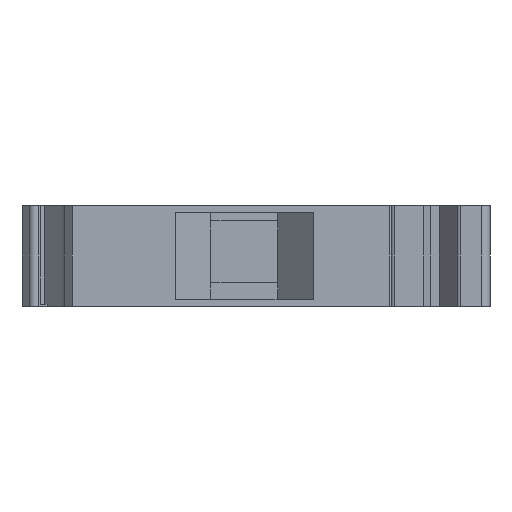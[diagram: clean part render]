
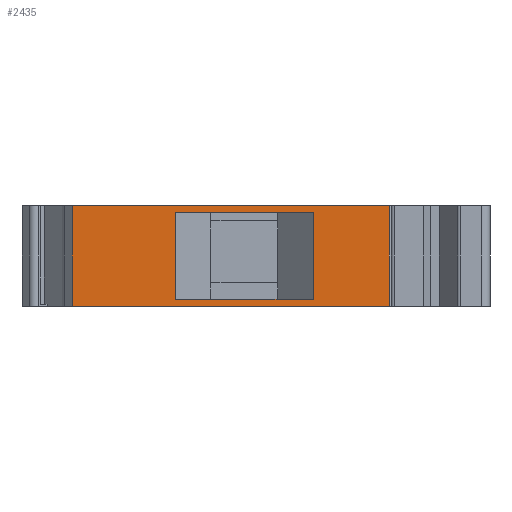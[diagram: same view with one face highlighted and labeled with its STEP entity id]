
A CAD part, left-side view. The second image highlights one B-rep face of the part: STEP entity #2435.
In plain terms, the highlighted planar face has unit normal (-1, 0, 0).
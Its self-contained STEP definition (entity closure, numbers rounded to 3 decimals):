
#303=ORIENTED_EDGE('',*,*,#871,.F.);
#304=ORIENTED_EDGE('',*,*,#868,.T.);
#305=ORIENTED_EDGE('',*,*,#867,.T.);
#306=ORIENTED_EDGE('',*,*,#865,.F.);
#307=ORIENTED_EDGE('',*,*,#992,.T.);
#308=ORIENTED_EDGE('',*,*,#993,.F.);
#309=ORIENTED_EDGE('',*,*,#994,.F.);
#310=ORIENTED_EDGE('',*,*,#978,.T.);
#865=EDGE_CURVE('',#1224,#1223,#1464,.T.);
#867=EDGE_CURVE('',#1225,#1223,#1466,.T.);
#868=EDGE_CURVE('',#1226,#1225,#1467,.T.);
#871=EDGE_CURVE('',#1226,#1224,#1470,.T.);
#978=EDGE_CURVE('',#1324,#1323,#1552,.T.);
#992=EDGE_CURVE('',#1323,#1334,#1563,.T.);
#993=EDGE_CURVE('',#1335,#1334,#1564,.T.);
#994=EDGE_CURVE('',#1324,#1335,#1565,.T.);
#1223=VERTEX_POINT('',#3495);
#1224=VERTEX_POINT('',#3498);
#1225=VERTEX_POINT('',#3502);
#1226=VERTEX_POINT('',#3506);
#1323=VERTEX_POINT('',#3725);
#1324=VERTEX_POINT('',#3727);
#1334=VERTEX_POINT('',#3753);
#1335=VERTEX_POINT('',#3757);
#1464=LINE('',#3499,#1761);
#1466=LINE('',#3503,#1763);
#1467=LINE('',#3505,#1764);
#1470=LINE('',#3510,#1767);
#1552=LINE('',#3726,#1849);
#1563=LINE('',#3754,#1860);
#1564=LINE('',#3756,#1861);
#1565=LINE('',#3758,#1862);
#1761=VECTOR('',#2794,1000.);
#1763=VECTOR('',#2798,1000.);
#1764=VECTOR('',#2801,1000.);
#1767=VECTOR('',#2806,1000.);
#1849=VECTOR('',#2962,1000.);
#1860=VECTOR('',#2985,1000.);
#1861=VECTOR('',#2988,1000.);
#1862=VECTOR('',#2989,1000.);
#2058=EDGE_LOOP('',(#303,#304,#305,#306));
#2059=EDGE_LOOP('',(#307,#308,#309,#310));
#2197=FACE_BOUND('',#2058,.T.);
#2198=FACE_BOUND('',#2059,.T.);
#2333=PLANE('',#2609);
#2435=ADVANCED_FACE('',(#2197,#2198),#2333,.T.);
#2609=AXIS2_PLACEMENT_3D('',#3755,#2986,#2987);
#2794=DIRECTION('',(0.,0.,1.));
#2798=DIRECTION('',(0.,-1.,0.));
#2801=DIRECTION('',(0.,0.,1.));
#2806=DIRECTION('',(0.,-1.,0.));
#2962=DIRECTION('',(0.,-1.,0.));
#2985=DIRECTION('',(0.,0.,1.));
#2986=DIRECTION('',(-1.,0.,0.));
#2987=DIRECTION('',(0.,-1.,0.));
#2988=DIRECTION('',(0.,-1.,0.));
#2989=DIRECTION('',(0.,0.,1.));
#3495=CARTESIAN_POINT('',(-22.5,-6.85,-0.75));
#3498=CARTESIAN_POINT('',(-22.5,-6.85,-11.2));
#3499=CARTESIAN_POINT('',(-22.5,-6.85,-11.5));
#3502=CARTESIAN_POINT('',(-22.5,9.65,-0.75));
#3503=CARTESIAN_POINT('',(-22.5,9.65,-0.75));
#3505=CARTESIAN_POINT('',(-22.5,9.65,-11.5));
#3506=CARTESIAN_POINT('',(-22.5,9.65,-11.2));
#3510=CARTESIAN_POINT('',(-22.5,9.65,-11.2));
#3725=CARTESIAN_POINT('',(-22.5,-15.95,-12.));
#3726=CARTESIAN_POINT('',(-22.5,28.,-12.));
#3727=CARTESIAN_POINT('',(-22.5,22.011,-12.));
#3753=CARTESIAN_POINT('',(-22.5,-15.95,0.));
#3754=CARTESIAN_POINT('',(-22.5,-15.95,0.));
#3755=CARTESIAN_POINT('',(-22.5,28.,-12.));
#3756=CARTESIAN_POINT('',(-22.5,28.,0.));
#3757=CARTESIAN_POINT('',(-22.5,22.011,0.));
#3758=CARTESIAN_POINT('',(-22.5,22.011,-12.));
